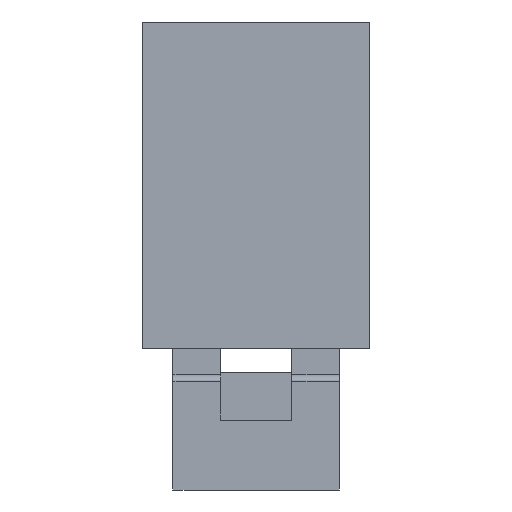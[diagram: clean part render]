
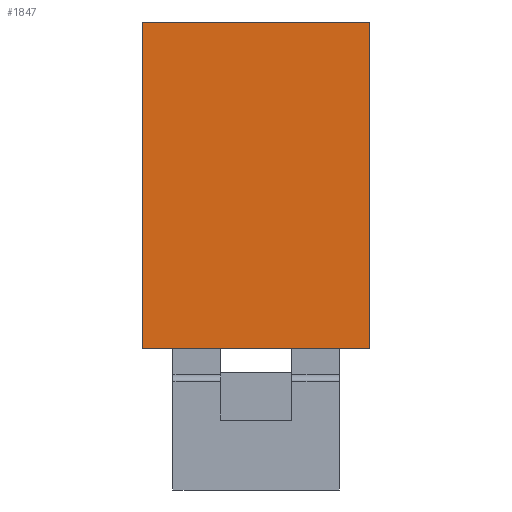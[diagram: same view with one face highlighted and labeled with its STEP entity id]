
A CAD part, front view. The second image highlights one B-rep face of the part: STEP entity #1847.
In plain terms, the highlighted planar face has unit normal (0, -1, 0).
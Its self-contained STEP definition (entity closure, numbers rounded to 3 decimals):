
#620=DIRECTION('',(0.,0.,1.));
#621=VECTOR('',#620,7.57);
#622=CARTESIAN_POINT('',(-2.645,-4.,-3.43));
#623=LINE('',#622,#621);
#636=DIRECTION('',(0.,0.,-1.));
#637=VECTOR('',#636,7.57);
#638=CARTESIAN_POINT('',(2.635,-4.,4.14));
#639=LINE('',#638,#637);
#653=DIRECTION('',(1.,0.,0.));
#654=VECTOR('',#653,5.28);
#655=CARTESIAN_POINT('',(-2.645,-4.,4.14));
#656=LINE('',#655,#654);
#657=DIRECTION('',(-1.,0.,0.));
#658=VECTOR('',#657,5.28);
#659=CARTESIAN_POINT('',(2.635,-4.,-3.43));
#660=LINE('',#659,#658);
#813=CARTESIAN_POINT('',(-2.645,-4.,-3.43));
#814=VERTEX_POINT('',#813);
#815=CARTESIAN_POINT('',(-2.645,-4.,4.14));
#816=VERTEX_POINT('',#815);
#823=CARTESIAN_POINT('',(2.635,-4.,-3.43));
#825=VERTEX_POINT('',#823);
#831=CARTESIAN_POINT('',(2.635,-4.,4.14));
#832=VERTEX_POINT('',#831);
#1835=CARTESIAN_POINT('',(1.925,-4.,4.14));
#1836=DIRECTION('',(0.,-1.,0.));
#1837=DIRECTION('',(0.,0.,-1.));
#1838=AXIS2_PLACEMENT_3D('',#1835,#1836,#1837);
#1839=PLANE('',#1838);
#1841=ORIENTED_EDGE('',*,*,#1840,.T.);
#1842=ORIENTED_EDGE('',*,*,#1826,.T.);
#1843=ORIENTED_EDGE('',*,*,#1413,.T.);
#1844=ORIENTED_EDGE('',*,*,#1800,.T.);
#1845=EDGE_LOOP('',(#1841,#1842,#1843,#1844));
#1846=FACE_OUTER_BOUND('',#1845,.F.);
#1847=ADVANCED_FACE('',(#1846),#1839,.T.);
#1413=EDGE_CURVE('',#825,#814,#660,.T.);
#1800=EDGE_CURVE('',#814,#816,#623,.T.);
#1826=EDGE_CURVE('',#832,#825,#639,.T.);
#1840=EDGE_CURVE('',#816,#832,#656,.T.);
